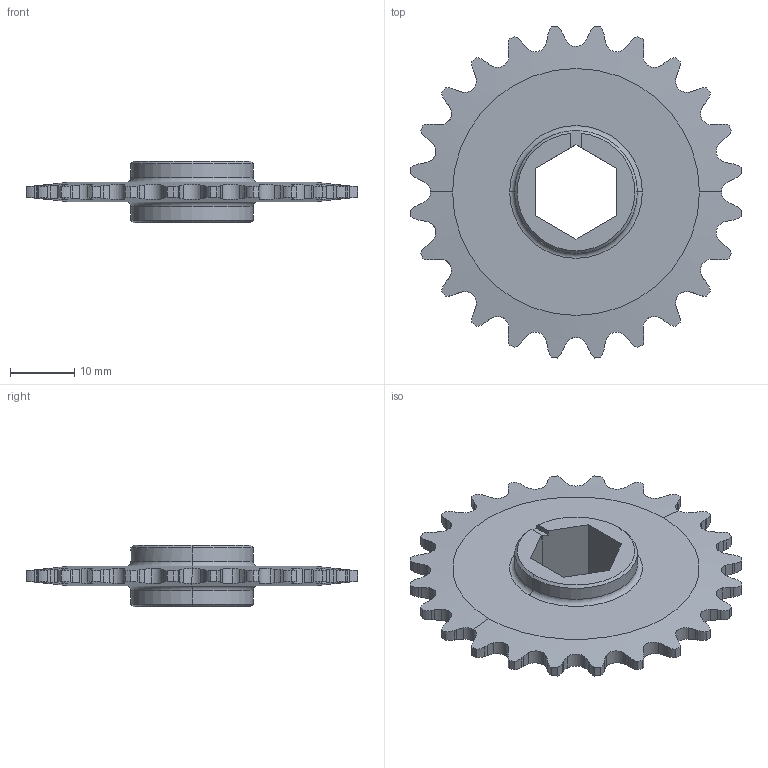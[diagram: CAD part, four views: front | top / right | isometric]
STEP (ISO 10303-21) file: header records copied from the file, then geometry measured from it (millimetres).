
FILE_DESCRIPTION (( 'STEP AP203' ), '1' );
FILE_NAME ('REV-21-2017.STEP', '2022-03-31T17:04:41', ( '' ), ( '' ), 'SwSTEP 2.0', 'SolidWorks 2022', '' );
FILE_SCHEMA (( 'CONFIG_CONTROL_DESIGN' ));
Length unit declared in the file: inch
Products named in the file (1): REV-21-2017
Bounding box: 51.62 x 51.62 x 9.53 mm (x, y, z)
Volume: 5628.8 mm3; surface area: 4594 mm2
Topology: 1 solids, 1 shells, 235 faces, 686 edges, 454 vertices
Faces by surface type: cylinder 161, plane 61, cone 9, torus 4
Entity records: 8756 total; most frequent: CARTESIAN_POINT 3106, ORIENTED_EDGE 1372, DIRECTION 867, EDGE_CURVE 686, VERTEX_POINT 454, B_SPLINE_CURVE_WITH_KNOTS 366, AXIS2_PLACEMENT_3D 311, LINE 245
